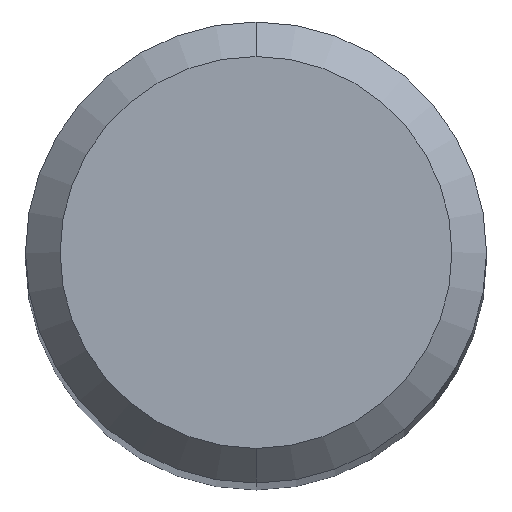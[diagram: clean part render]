
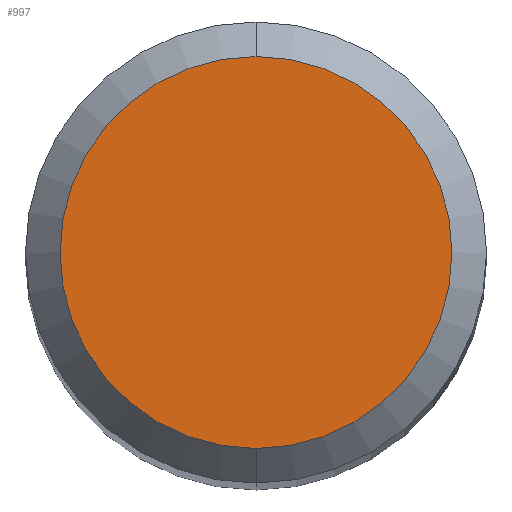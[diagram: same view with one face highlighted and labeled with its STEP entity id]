
A CAD part, top view. The second image highlights one B-rep face of the part: STEP entity #997.
In plain terms, the highlighted planar face has unit normal (0, 0, 1).
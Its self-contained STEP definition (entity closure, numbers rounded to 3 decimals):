
#423=EDGE_CURVE('',#649,#713,#1180,.T.);
#491=EDGE_CURVE('',#713,#649,#1253,.T.);
#649=VERTEX_POINT('',#1426);
#713=VERTEX_POINT('',#1497);
#997=ADVANCED_FACE('',(#1808),#1809,.T.);
#1180=CIRCLE('',#2077,1.7);
#1253=CIRCLE('',#2331,1.7);
#1426=CARTESIAN_POINT('',(0.0,1.7,0.0));
#1497=CARTESIAN_POINT('',(0.,-1.7,0.0));
#1808=FACE_OUTER_BOUND('',#4586,.T.);
#1809=PLANE('',#4587);
#2077=AXIS2_PLACEMENT_3D('',#5093,#5094,#5095);
#2331=AXIS2_PLACEMENT_3D('',#5181,#5182,#5183);
#4586=EDGE_LOOP('',(#5767,#5768));
#4587=AXIS2_PLACEMENT_3D('',#5769,#5770,#5771);
#5093=CARTESIAN_POINT('',(0.0,0.0,0.0));
#5094=DIRECTION('',(0.0,0.0,-1.0));
#5095=DIRECTION('',(0.0,1.0,0.0));
#5181=CARTESIAN_POINT('',(0.0,0.0,0.0));
#5182=DIRECTION('',(0.0,0.0,-1.0));
#5183=DIRECTION('',(0.0,1.0,0.0));
#5767=ORIENTED_EDGE('',*,*,#423,.F.);
#5768=ORIENTED_EDGE('',*,*,#491,.F.);
#5769=CARTESIAN_POINT('',(0.0,0.85,0.0));
#5770=DIRECTION('',(-0.0,0.0,1.0));
#5771=DIRECTION('',(0.0,-1.0,0.0));
